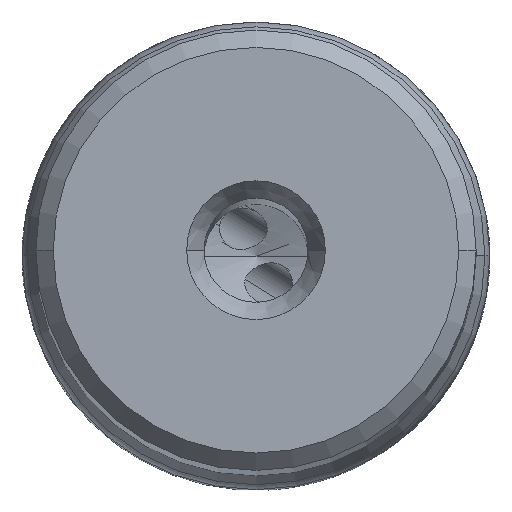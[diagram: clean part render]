
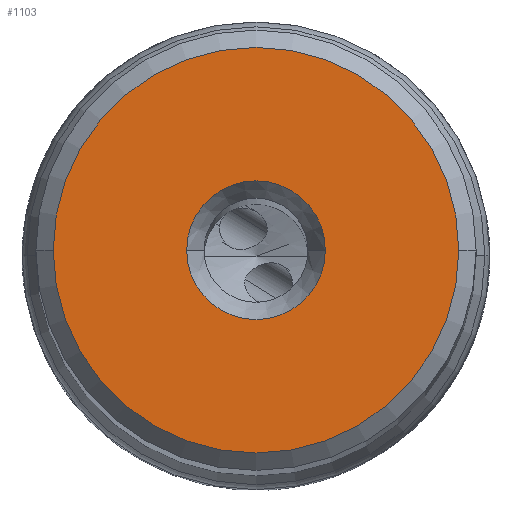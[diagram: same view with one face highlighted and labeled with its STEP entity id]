
A CAD part, top view. The second image highlights one B-rep face of the part: STEP entity #1103.
In plain terms, the highlighted planar face has unit normal (0, 0, 1).
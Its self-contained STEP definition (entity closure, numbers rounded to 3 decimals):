
#185=FACE_BOUND('',#1679,.T.);
#186=FACE_BOUND('',#1680,.T.);
#1103=ADVANCED_FACE('',(#185,#186),#1244,.T.);
#1244=PLANE('',#5045);
#1679=EDGE_LOOP('',(#2778,#2779,#2780));
#1680=EDGE_LOOP('',(#2781,#2782));
#2778=ORIENTED_EDGE('',*,*,#4220,.F.);
#2779=ORIENTED_EDGE('',*,*,#4221,.F.);
#2780=ORIENTED_EDGE('',*,*,#4222,.F.);
#2781=ORIENTED_EDGE('',*,*,#4223,.F.);
#2782=ORIENTED_EDGE('',*,*,#4219,.F.);
#3575=VERTEX_POINT('',#15018);
#3576=VERTEX_POINT('',#15020);
#3577=VERTEX_POINT('',#15024);
#3578=VERTEX_POINT('',#15025);
#3579=VERTEX_POINT('',#15027);
#4219=EDGE_CURVE('',#3576,#3575,#4529,.T.);
#4220=EDGE_CURVE('',#3577,#3578,#4530,.T.);
#4221=EDGE_CURVE('',#3579,#3577,#4531,.T.);
#4222=EDGE_CURVE('',#3578,#3579,#4532,.T.);
#4223=EDGE_CURVE('',#3575,#3576,#4533,.T.);
#4529=CIRCLE('',#5039,4.);
#4530=CIRCLE('',#5041,11.7);
#4531=CIRCLE('',#5042,11.7);
#4532=CIRCLE('',#5043,11.7);
#4533=CIRCLE('',#5044,4.);
#5039=AXIS2_PLACEMENT_3D('',#15021,#5946,#5947);
#5041=AXIS2_PLACEMENT_3D('',#15023,#5950,#5951);
#5042=AXIS2_PLACEMENT_3D('',#15026,#5952,#5953);
#5043=AXIS2_PLACEMENT_3D('',#15028,#5954,#5955);
#5044=AXIS2_PLACEMENT_3D('',#15029,#5956,#5957);
#5045=AXIS2_PLACEMENT_3D('',#15030,#5958,#5959);
#5946=DIRECTION('',(0.,0.,1.));
#5947=DIRECTION('',(1.,0.,0.));
#5950=DIRECTION('',(0.,0.,-1.));
#5951=DIRECTION('',(0.,-1.,0.));
#5952=DIRECTION('',(0.,0.,-1.));
#5953=DIRECTION('',(1.,0.,0.));
#5954=DIRECTION('',(0.,0.,-1.));
#5955=DIRECTION('',(-1.,0.,0.));
#5956=DIRECTION('',(0.,0.,1.));
#5957=DIRECTION('',(-1.,0.,0.));
#5958=DIRECTION('',(0.,0.,1.));
#5959=DIRECTION('',(-1.,0.,0.));
#15018=CARTESIAN_POINT('',(-4.,0.,0.));
#15020=CARTESIAN_POINT('',(4.,0.,0.));
#15021=CARTESIAN_POINT('',(0.,0.,0.));
#15023=CARTESIAN_POINT('',(0.,0.,0.));
#15024=CARTESIAN_POINT('',(0.,-11.7,0.));
#15025=CARTESIAN_POINT('',(-11.7,0.,0.));
#15026=CARTESIAN_POINT('',(0.,0.,0.));
#15027=CARTESIAN_POINT('',(11.7,0.,0.));
#15028=CARTESIAN_POINT('',(0.,0.,0.));
#15029=CARTESIAN_POINT('',(0.,0.,0.));
#15030=CARTESIAN_POINT('',(0.,0.,0.));
